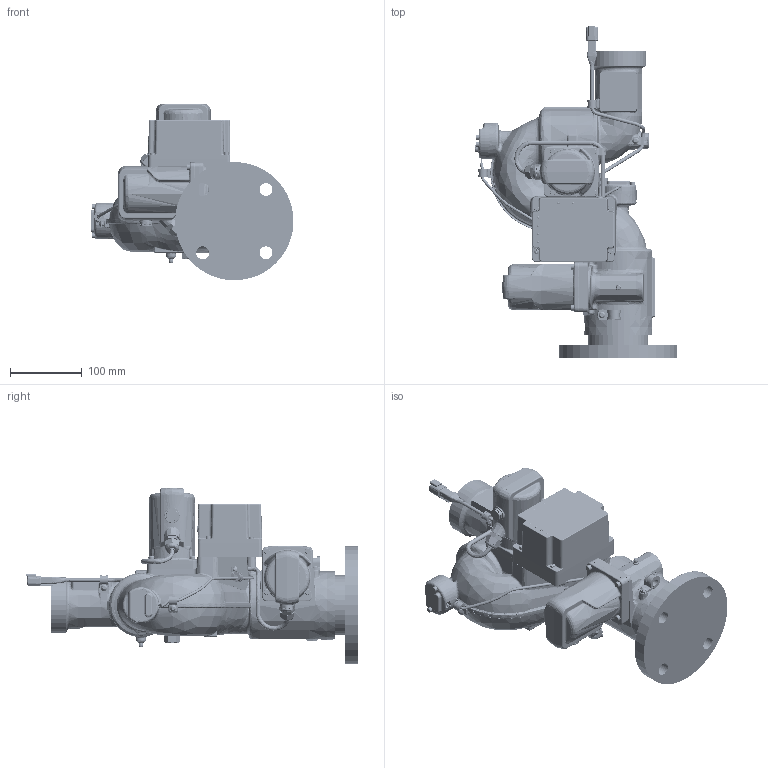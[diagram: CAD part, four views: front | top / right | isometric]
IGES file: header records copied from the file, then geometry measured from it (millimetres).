
Start section: SolidWorks IGES file using analytic representation for surfaces
Global section: file name: 7100 SDX2 (02007105SD).IGS; native system: SolidWorks 2021; preprocessor: SolidWorks 2021; author: tmott; date: 221101.142352; units: inch
Bounding box: 283.26 x 463.22 x 246.4 mm (x, y, z)
Surface area: 581743.7 mm2 (no closed solid volume)
Topology: 0 solids, 0 shells, 4165 faces, 41681 edges, 41597 vertices
Faces by surface type: bspline 3015, revolution 1150
